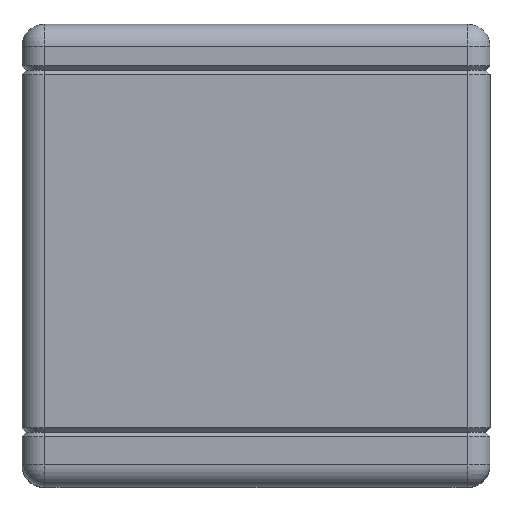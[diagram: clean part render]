
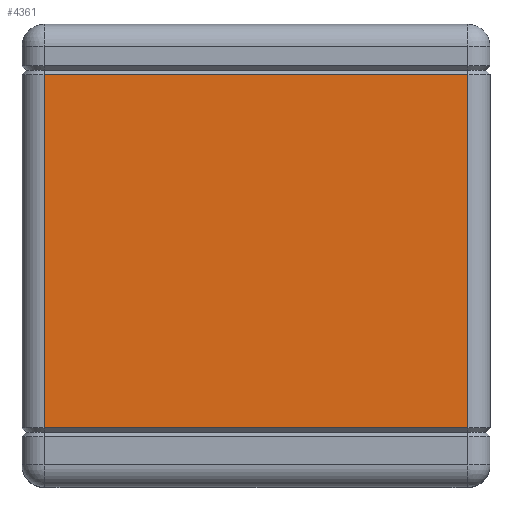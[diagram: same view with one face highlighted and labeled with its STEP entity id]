
A CAD part, top view. The second image highlights one B-rep face of the part: STEP entity #4361.
In plain terms, the highlighted planar face has unit normal (0, 0, 1).
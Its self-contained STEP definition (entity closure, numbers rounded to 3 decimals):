
#127 = DIRECTION ( 'NONE',  ( -1., 0., 0. ) ) ;
#306 = EDGE_LOOP ( 'NONE', ( #5073, #2457, #2982, #6918 ) ) ;
#1068 = LINE ( 'NONE', #1165, #2158 ) ;
#1165 = CARTESIAN_POINT ( 'NONE',  ( 64.135, 52.07, 0. ) ) ;
#1281 = VERTEX_POINT ( 'NONE', #2832 ) ;
#1497 = DIRECTION ( 'NONE',  ( -1., 0., 0. ) ) ;
#1605 = VERTEX_POINT ( 'NONE', #5708 ) ;
#1759 = DIRECTION ( 'NONE',  ( 0., -1., 0. ) ) ;
#1989 = CARTESIAN_POINT ( 'NONE',  ( 3.175, 52.07, 0. ) ) ;
#2116 = EDGE_CURVE ( 'NONE', #1605, #1281, #2692, .T. ) ;
#2158 = VECTOR ( 'NONE', #1759, 1000. ) ;
#2368 = CARTESIAN_POINT ( 'NONE',  ( 0., 52.07, 0. ) ) ;
#2440 = VERTEX_POINT ( 'NONE', #6783 ) ;
#2457 = ORIENTED_EDGE ( 'NONE', *, *, #2116, .T. ) ;
#2660 = LINE ( 'NONE', #1989, #5217 ) ;
#2692 = LINE ( 'NONE', #6957, #3982 ) ;
#2832 = CARTESIAN_POINT ( 'NONE',  ( 64.135, 0.635, 0. ) ) ;
#2868 = DIRECTION ( 'NONE',  ( 0., 0., -1. ) ) ;
#2982 = ORIENTED_EDGE ( 'NONE', *, *, #5509, .F. ) ;
#3010 = VECTOR ( 'NONE', #1497, 1000. ) ;
#3982 = VECTOR ( 'NONE', #6974, 1000. ) ;
#4192 = DIRECTION ( 'NONE',  ( 0., -1., 0. ) ) ;
#4251 = CARTESIAN_POINT ( 'NONE',  ( 3.175, 51.435, 0. ) ) ;
#4277 = LINE ( 'NONE', #4713, #3010 ) ;
#4361 = ADVANCED_FACE ( 'NONE', ( #5831 ), #4489, .F. ) ;
#4489 = PLANE ( 'NONE',  #6986 ) ;
#4713 = CARTESIAN_POINT ( 'NONE',  ( 3.175, 51.435, 0. ) ) ;
#4987 = VERTEX_POINT ( 'NONE', #4251 ) ;
#5073 = ORIENTED_EDGE ( 'NONE', *, *, #6582, .T. ) ;
#5217 = VECTOR ( 'NONE', #4192, 1000. ) ;
#5509 = EDGE_CURVE ( 'NONE', #2440, #1281, #1068, .T. ) ;
#5708 = CARTESIAN_POINT ( 'NONE',  ( 3.175, 0.635, 0. ) ) ;
#5831 = FACE_OUTER_BOUND ( 'NONE', #306, .T. ) ;
#6521 = EDGE_CURVE ( 'NONE', #2440, #4987, #4277, .T. ) ;
#6582 = EDGE_CURVE ( 'NONE', #4987, #1605, #2660, .T. ) ;
#6783 = CARTESIAN_POINT ( 'NONE',  ( 64.135, 51.435, 0. ) ) ;
#6918 = ORIENTED_EDGE ( 'NONE', *, *, #6521, .T. ) ;
#6957 = CARTESIAN_POINT ( 'NONE',  ( 0., 0.635, 0. ) ) ;
#6974 = DIRECTION ( 'NONE',  ( 1., 0., 0. ) ) ;
#6986 = AXIS2_PLACEMENT_3D ( 'NONE', #2368, #2868, #127 ) ;
